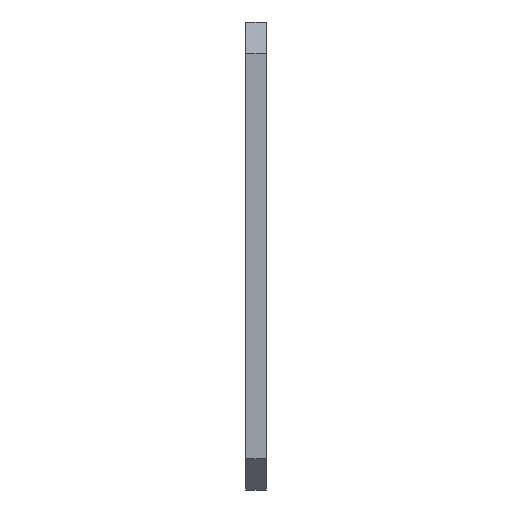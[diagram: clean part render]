
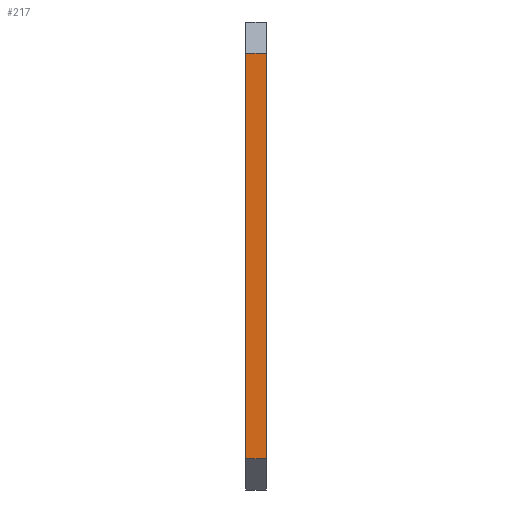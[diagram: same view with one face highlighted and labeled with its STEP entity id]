
A CAD part, left-side view. The second image highlights one B-rep face of the part: STEP entity #217.
In plain terms, the highlighted planar face has unit normal (-1, 0, 0).
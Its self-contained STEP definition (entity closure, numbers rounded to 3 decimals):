
#11 = LINE ( 'NONE', #132, #435 ) ;
#47 = DIRECTION ( 'NONE',  ( 0., 0., 1. ) ) ;
#52 = VERTEX_POINT ( 'NONE', #278 ) ;
#58 = ORIENTED_EDGE ( 'NONE', *, *, #617, .T. ) ;
#65 = CARTESIAN_POINT ( 'NONE',  ( 0., 0., 42. ) ) ;
#120 = VECTOR ( 'NONE', #705, 1000. ) ;
#132 = CARTESIAN_POINT ( 'NONE',  ( 0., 0., 45. ) ) ;
#135 = VERTEX_POINT ( 'NONE', #451 ) ;
#141 = DIRECTION ( 'NONE',  ( 0., 1., 0. ) ) ;
#183 = DIRECTION ( 'NONE',  ( -1., 0., 0. ) ) ;
#217 = ADVANCED_FACE ( 'NONE', ( #544 ), #407, .T. ) ;
#261 = ORIENTED_EDGE ( 'NONE', *, *, #333, .T. ) ;
#278 = CARTESIAN_POINT ( 'NONE',  ( 0., -2., 3. ) ) ;
#333 = EDGE_CURVE ( 'NONE', #431, #814, #11, .T. ) ;
#341 = EDGE_CURVE ( 'NONE', #135, #52, #706, .T. ) ;
#407 = PLANE ( 'NONE',  #790 ) ;
#422 = DIRECTION ( 'NONE',  ( 0., 0., -1. ) ) ;
#431 = VERTEX_POINT ( 'NONE', #448 ) ;
#435 = VECTOR ( 'NONE', #781, 1000. ) ;
#448 = CARTESIAN_POINT ( 'NONE',  ( 0., 0., 42. ) ) ;
#451 = CARTESIAN_POINT ( 'NONE',  ( 0., -2., 42. ) ) ;
#472 = ORIENTED_EDGE ( 'NONE', *, *, #341, .F. ) ;
#482 = LINE ( 'NONE', #551, #120 ) ;
#529 = EDGE_LOOP ( 'NONE', ( #472, #878, #261, #58 ) ) ;
#544 = FACE_OUTER_BOUND ( 'NONE', #529, .T. ) ;
#551 = CARTESIAN_POINT ( 'NONE',  ( 0., -2., 3. ) ) ;
#559 = CARTESIAN_POINT ( 'NONE',  ( 0., -2., 45. ) ) ;
#598 = LINE ( 'NONE', #65, #840 ) ;
#617 = EDGE_CURVE ( 'NONE', #814, #52, #482, .T. ) ;
#622 = EDGE_CURVE ( 'NONE', #135, #431, #598, .T. ) ;
#627 = VECTOR ( 'NONE', #422, 1000. ) ;
#694 = CARTESIAN_POINT ( 'NONE',  ( 0., -2., 45. ) ) ;
#705 = DIRECTION ( 'NONE',  ( 0., -1., 0. ) ) ;
#706 = LINE ( 'NONE', #559, #627 ) ;
#714 = CARTESIAN_POINT ( 'NONE',  ( 0., 0., 3. ) ) ;
#781 = DIRECTION ( 'NONE',  ( 0., 0., -1. ) ) ;
#790 = AXIS2_PLACEMENT_3D ( 'NONE', #694, #183, #47 ) ;
#814 = VERTEX_POINT ( 'NONE', #714 ) ;
#840 = VECTOR ( 'NONE', #141, 1000. ) ;
#878 = ORIENTED_EDGE ( 'NONE', *, *, #622, .T. ) ;
